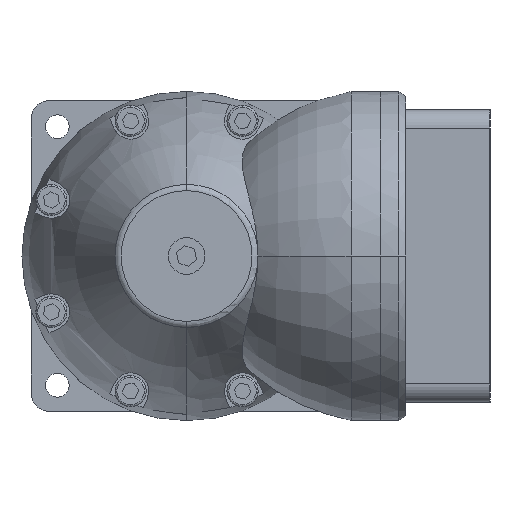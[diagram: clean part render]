
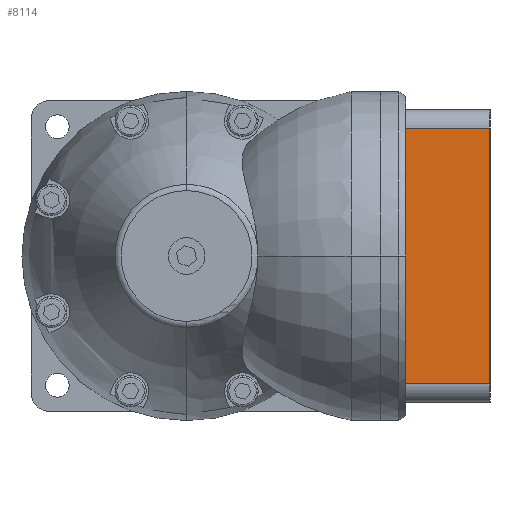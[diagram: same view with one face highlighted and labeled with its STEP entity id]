
A CAD part, left-side view. The second image highlights one B-rep face of the part: STEP entity #8114.
In plain terms, the highlighted planar face has unit normal (-1, 0, 0).
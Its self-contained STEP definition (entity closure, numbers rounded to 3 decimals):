
#107 = CARTESIAN_POINT ( 'NONE',  ( -40., -60., 35. ) ) ;
#223 = EDGE_CURVE ( 'NONE', #10725, #1166, #12910, .T. ) ;
#584 = DIRECTION ( 'NONE',  ( 0., 1., 0. ) ) ;
#774 = VERTEX_POINT ( 'NONE', #13150 ) ;
#863 = ORIENTED_EDGE ( 'NONE', *, *, #12298, .T. ) ;
#1166 = VERTEX_POINT ( 'NONE', #10132 ) ;
#1599 = CARTESIAN_POINT ( 'NONE',  ( -40., -60., 35. ) ) ;
#1601 = LINE ( 'NONE', #5740, #4836 ) ;
#1614 = DIRECTION ( 'NONE',  ( 0., 0., -1. ) ) ;
#2061 = AXIS2_PLACEMENT_3D ( 'NONE', #4427, #6514, #2328 ) ;
#2265 = PLANE ( 'NONE',  #2061 ) ;
#2328 = DIRECTION ( 'NONE',  ( 0., 1., 0. ) ) ;
#2332 = CARTESIAN_POINT ( 'NONE',  ( -40., -60., 17.953 ) ) ;
#2701 = DIRECTION ( 'NONE',  ( 0., 0., -1. ) ) ;
#2760 = EDGE_CURVE ( 'NONE', #774, #9391, #12630, .T. ) ;
#2785 = CARTESIAN_POINT ( 'NONE',  ( -40., -83., 35. ) ) ;
#3308 = VECTOR ( 'NONE', #3520, 1000. ) ;
#3409 = FACE_OUTER_BOUND ( 'NONE', #5535, .T. ) ;
#3520 = DIRECTION ( 'NONE',  ( 0., 0., -1. ) ) ;
#4427 = CARTESIAN_POINT ( 'NONE',  ( -40., -83., 35. ) ) ;
#4471 = VECTOR ( 'NONE', #6643, 1000. ) ;
#4836 = VECTOR ( 'NONE', #2701, 1000. ) ;
#4932 = EDGE_CURVE ( 'NONE', #5717, #774, #8883, .T. ) ;
#5224 = VECTOR ( 'NONE', #8404, 1000. ) ;
#5324 = ORIENTED_EDGE ( 'NONE', *, *, #4932, .T. ) ;
#5535 = EDGE_LOOP ( 'NONE', ( #10528, #6616, #863, #6154, #11462, #5324 ) ) ;
#5717 = VERTEX_POINT ( 'NONE', #9948 ) ;
#5740 = CARTESIAN_POINT ( 'NONE',  ( -40., -60., 35. ) ) ;
#6154 = ORIENTED_EDGE ( 'NONE', *, *, #223, .F. ) ;
#6514 = DIRECTION ( 'NONE',  ( 1., 0., 0. ) ) ;
#6616 = ORIENTED_EDGE ( 'NONE', *, *, #13401, .T. ) ;
#6643 = DIRECTION ( 'NONE',  ( 0., 1., 0. ) ) ;
#6833 = LINE ( 'NONE', #2785, #7000 ) ;
#7000 = VECTOR ( 'NONE', #1614, 1000. ) ;
#8114 = ADVANCED_FACE ( 'NONE', ( #3409 ), #2265, .F. ) ;
#8404 = DIRECTION ( 'NONE',  ( 0., 0., -1. ) ) ;
#8816 = CARTESIAN_POINT ( 'NONE',  ( -40., -83., -35. ) ) ;
#8883 = LINE ( 'NONE', #13112, #4471 ) ;
#9391 = VERTEX_POINT ( 'NONE', #2332 ) ;
#9948 = CARTESIAN_POINT ( 'NONE',  ( -40., -83., 35. ) ) ;
#10132 = CARTESIAN_POINT ( 'NONE',  ( -40., -60., -35. ) ) ;
#10236 = VECTOR ( 'NONE', #584, 1000. ) ;
#10433 = VERTEX_POINT ( 'NONE', #13331 ) ;
#10528 = ORIENTED_EDGE ( 'NONE', *, *, #2760, .T. ) ;
#10725 = VERTEX_POINT ( 'NONE', #10790 ) ;
#10790 = CARTESIAN_POINT ( 'NONE',  ( -40., -83., -35. ) ) ;
#11462 = ORIENTED_EDGE ( 'NONE', *, *, #12016, .F. ) ;
#11804 = LINE ( 'NONE', #1599, #3308 ) ;
#12016 = EDGE_CURVE ( 'NONE', #5717, #10725, #6833, .T. ) ;
#12298 = EDGE_CURVE ( 'NONE', #10433, #1166, #11804, .T. ) ;
#12630 = LINE ( 'NONE', #107, #5224 ) ;
#12910 = LINE ( 'NONE', #8816, #10236 ) ;
#13112 = CARTESIAN_POINT ( 'NONE',  ( -40., -83., 35. ) ) ;
#13150 = CARTESIAN_POINT ( 'NONE',  ( -40., -60., 35. ) ) ;
#13331 = CARTESIAN_POINT ( 'NONE',  ( -40., -60., -17.953 ) ) ;
#13401 = EDGE_CURVE ( 'NONE', #9391, #10433, #1601, .T. ) ;
